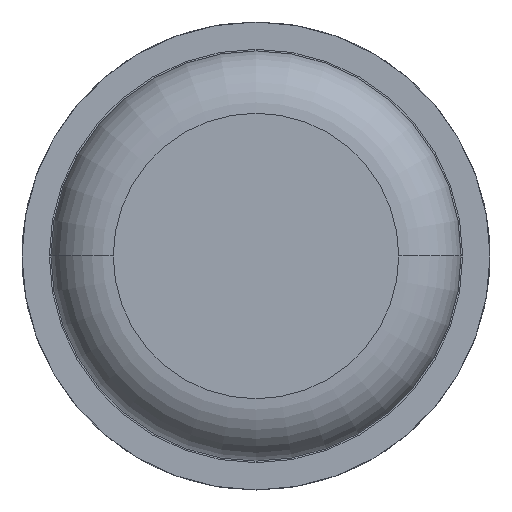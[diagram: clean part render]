
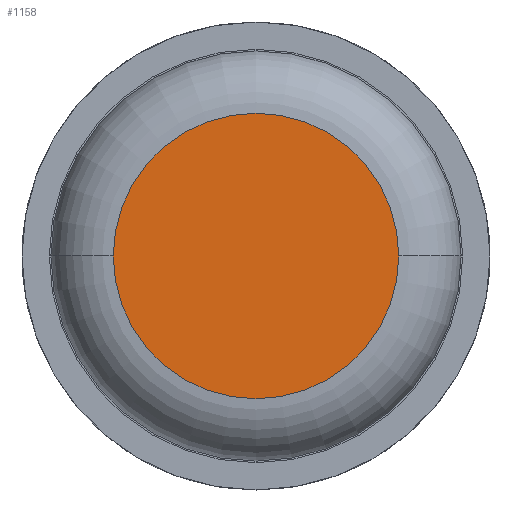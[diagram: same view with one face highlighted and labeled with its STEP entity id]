
A CAD part, front view. The second image highlights one B-rep face of the part: STEP entity #1158.
In plain terms, the highlighted planar face has unit normal (0, -1, 0).
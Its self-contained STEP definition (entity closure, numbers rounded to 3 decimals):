
#63 = VERTEX_POINT ( 'NONE', #1629 ) ;
#454 = EDGE_CURVE ( 'Defeature ausgef�hrt1_6+Defeature ausgef�hrt1_7+Defeature ausgef�hrt1_7+Defeature ausgef�hrt1_7', #1785, #63, #2890, .T. ) ;
#547 = AXIS2_PLACEMENT_3D ( 'NONE', #4193, #1251, #3851 ) ;
#556 = CARTESIAN_POINT ( 'NONE',  ( 0.915, 0., 0. ) ) ;
#793 = DIRECTION ( 'NONE',  ( -1., 0., 0. ) ) ;
#949 = PLANE ( 'NONE',  #547 ) ;
#1103 = CIRCLE ( 'NONE', #1791, 0.915 ) ;
#1134 = DIRECTION ( 'NONE',  ( 0., -1., 0. ) ) ;
#1158 = ADVANCED_FACE ( 'Defeature ausgef�hrt1_6', ( #3437 ), #949, .F. ) ;
#1251 = DIRECTION ( 'NONE',  ( 0., 1., 0. ) ) ;
#1298 = ORIENTED_EDGE ( 'NONE', *, *, #3265, .T. ) ;
#1412 = DIRECTION ( 'NONE',  ( 0., -1., 0. ) ) ;
#1629 = CARTESIAN_POINT ( 'NONE',  ( -0.915, 0., 0. ) ) ;
#1694 = EDGE_LOOP ( 'NONE', ( #1298, #3058 ) ) ;
#1785 = VERTEX_POINT ( 'NONE', #556 ) ;
#1791 = AXIS2_PLACEMENT_3D ( 'NONE', #2671, #1134, #793 ) ;
#2671 = CARTESIAN_POINT ( 'NONE',  ( 0., 0., 0. ) ) ;
#2890 = CIRCLE ( 'NONE', #3881, 0.915 ) ;
#3041 = CARTESIAN_POINT ( 'NONE',  ( 0., 0., 0. ) ) ;
#3058 = ORIENTED_EDGE ( 'NONE', *, *, #454, .T. ) ;
#3265 = EDGE_CURVE ( 'Defeature ausgef�hrt1_6+Defeature ausgef�hrt1_7+Defeature ausgef�hrt1_7+Defeature ausgef�hrt1_7', #63, #1785, #1103, .T. ) ;
#3437 = FACE_OUTER_BOUND ( 'NONE', #1694, .T. ) ;
#3695 = DIRECTION ( 'NONE',  ( -1., 0., 0. ) ) ;
#3851 = DIRECTION ( 'NONE',  ( -1., 0., 0. ) ) ;
#3881 = AXIS2_PLACEMENT_3D ( 'NONE', #3041, #1412, #3695 ) ;
#4193 = CARTESIAN_POINT ( 'NONE',  ( 0., 0., 0. ) ) ;
